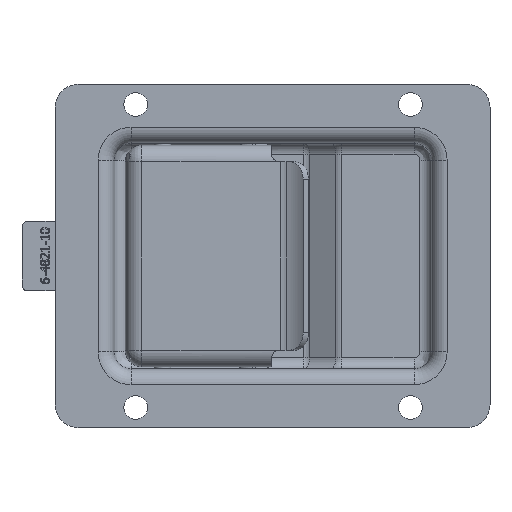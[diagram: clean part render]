
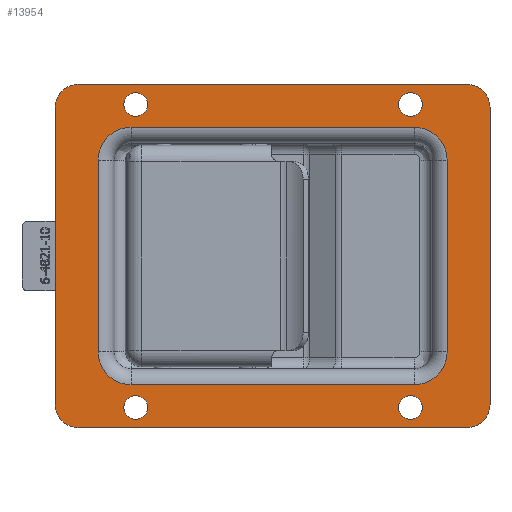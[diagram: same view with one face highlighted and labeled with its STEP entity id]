
A CAD part, top view. The second image highlights one B-rep face of the part: STEP entity #13954.
In plain terms, the highlighted planar face has unit normal (0, 0, 1).
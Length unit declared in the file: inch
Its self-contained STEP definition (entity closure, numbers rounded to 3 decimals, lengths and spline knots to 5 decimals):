
#824=FACE_BOUND('',#2018,.T.);
#825=FACE_BOUND('',#2019,.T.);
#826=FACE_BOUND('',#2020,.T.);
#827=FACE_BOUND('',#2021,.T.);
#828=FACE_BOUND('',#2022,.T.);
#1238=FACE_OUTER_BOUND('',#2017,.T.);
#2017=EDGE_LOOP('',(#10264,#10265,#10266,#10267,#10268,#10269,#10270,#10271));
#2018=EDGE_LOOP('',(#10272));
#2019=EDGE_LOOP('',(#10273));
#2020=EDGE_LOOP('',(#10274));
#2021=EDGE_LOOP('',(#10275));
#2022=EDGE_LOOP('',(#10276,#10277,#10278,#10279,#10280,#10281,#10282,#10283));
#2561=CIRCLE('',#14689,0.13);
#2563=CIRCLE('',#14692,0.13);
#2565=CIRCLE('',#14695,0.13);
#2567=CIRCLE('',#14698,0.13);
#2577=CIRCLE('',#14718,0.3608);
#2583=CIRCLE('',#14726,0.3608);
#2587=CIRCLE('',#14732,0.3608);
#2591=CIRCLE('',#14738,0.3608);
#2596=CIRCLE('',#14749,0.25);
#2597=CIRCLE('',#14750,0.25);
#2598=CIRCLE('',#14751,0.25);
#2599=CIRCLE('',#14752,0.25);
#3428=LINE('',#21716,#4636);
#3430=LINE('',#21728,#4638);
#3432=LINE('',#21740,#4640);
#3433=LINE('',#21748,#4641);
#3446=LINE('',#21785,#4654);
#3447=LINE('',#21789,#4655);
#3448=LINE('',#21793,#4656);
#3449=LINE('',#21796,#4657);
#4636=VECTOR('',#16603,0.3937);
#4638=VECTOR('',#16617,0.3937);
#4640=VECTOR('',#16631,0.3937);
#4641=VECTOR('',#16642,0.3937);
#4654=VECTOR('',#16675,0.3937);
#4655=VECTOR('',#16678,0.3937);
#4656=VECTOR('',#16681,0.3937);
#4657=VECTOR('',#16684,0.3937);
#5801=VERTEX_POINT('',#21539);
#5803=VERTEX_POINT('',#21545);
#5805=VERTEX_POINT('',#21551);
#5807=VERTEX_POINT('',#21557);
#5824=VERTEX_POINT('',#21704);
#5825=VERTEX_POINT('',#21706);
#5827=VERTEX_POINT('',#21712);
#5829=VERTEX_POINT('',#21718);
#5831=VERTEX_POINT('',#21724);
#5833=VERTEX_POINT('',#21730);
#5835=VERTEX_POINT('',#21736);
#5837=VERTEX_POINT('',#21742);
#5850=VERTEX_POINT('',#21781);
#5851=VERTEX_POINT('',#21782);
#5852=VERTEX_POINT('',#21784);
#5853=VERTEX_POINT('',#21786);
#5854=VERTEX_POINT('',#21788);
#5855=VERTEX_POINT('',#21790);
#5856=VERTEX_POINT('',#21792);
#5857=VERTEX_POINT('',#21794);
#7362=EDGE_CURVE('',#5801,#5801,#2561,.T.);
#7365=EDGE_CURVE('',#5803,#5803,#2563,.T.);
#7368=EDGE_CURVE('',#5805,#5805,#2565,.T.);
#7371=EDGE_CURVE('',#5807,#5807,#2567,.T.);
#7398=EDGE_CURVE('',#5824,#5825,#2577,.T.);
#7403=EDGE_CURVE('',#5825,#5827,#3428,.T.);
#7406=EDGE_CURVE('',#5827,#5829,#2583,.T.);
#7409=EDGE_CURVE('',#5829,#5831,#3430,.T.);
#7412=EDGE_CURVE('',#5831,#5833,#2587,.T.);
#7415=EDGE_CURVE('',#5833,#5835,#3432,.T.);
#7418=EDGE_CURVE('',#5835,#5837,#2591,.T.);
#7419=EDGE_CURVE('',#5837,#5824,#3433,.T.);
#7436=EDGE_CURVE('',#5850,#5851,#2596,.T.);
#7437=EDGE_CURVE('',#5852,#5850,#3446,.T.);
#7438=EDGE_CURVE('',#5853,#5852,#2597,.T.);
#7439=EDGE_CURVE('',#5854,#5853,#3447,.T.);
#7440=EDGE_CURVE('',#5855,#5854,#2598,.T.);
#7441=EDGE_CURVE('',#5856,#5855,#3448,.T.);
#7442=EDGE_CURVE('',#5857,#5856,#2599,.T.);
#7443=EDGE_CURVE('',#5851,#5857,#3449,.T.);
#10264=ORIENTED_EDGE('',*,*,#7436,.F.);
#10265=ORIENTED_EDGE('',*,*,#7437,.F.);
#10266=ORIENTED_EDGE('',*,*,#7438,.F.);
#10267=ORIENTED_EDGE('',*,*,#7439,.F.);
#10268=ORIENTED_EDGE('',*,*,#7440,.F.);
#10269=ORIENTED_EDGE('',*,*,#7441,.F.);
#10270=ORIENTED_EDGE('',*,*,#7442,.F.);
#10271=ORIENTED_EDGE('',*,*,#7443,.F.);
#10272=ORIENTED_EDGE('',*,*,#7362,.T.);
#10273=ORIENTED_EDGE('',*,*,#7365,.T.);
#10274=ORIENTED_EDGE('',*,*,#7368,.T.);
#10275=ORIENTED_EDGE('',*,*,#7371,.T.);
#10276=ORIENTED_EDGE('',*,*,#7398,.F.);
#10277=ORIENTED_EDGE('',*,*,#7419,.F.);
#10278=ORIENTED_EDGE('',*,*,#7418,.F.);
#10279=ORIENTED_EDGE('',*,*,#7415,.F.);
#10280=ORIENTED_EDGE('',*,*,#7412,.F.);
#10281=ORIENTED_EDGE('',*,*,#7409,.F.);
#10282=ORIENTED_EDGE('',*,*,#7406,.F.);
#10283=ORIENTED_EDGE('',*,*,#7403,.F.);
#12698=PLANE('',#14748);
#13954=ADVANCED_FACE('',(#1238,#824,#825,#826,#827,#828),#12698,.T.);
#14689=AXIS2_PLACEMENT_3D('',#21541,#16519,#16520);
#14692=AXIS2_PLACEMENT_3D('',#21547,#16526,#16527);
#14695=AXIS2_PLACEMENT_3D('',#21553,#16533,#16534);
#14698=AXIS2_PLACEMENT_3D('',#21559,#16540,#16541);
#14718=AXIS2_PLACEMENT_3D('',#21707,#16592,#16593);
#14726=AXIS2_PLACEMENT_3D('',#21722,#16610,#16611);
#14732=AXIS2_PLACEMENT_3D('',#21734,#16624,#16625);
#14738=AXIS2_PLACEMENT_3D('',#21746,#16638,#16639);
#14748=AXIS2_PLACEMENT_3D('',#21780,#16671,#16672);
#14749=AXIS2_PLACEMENT_3D('',#21783,#16673,#16674);
#14750=AXIS2_PLACEMENT_3D('',#21787,#16676,#16677);
#14751=AXIS2_PLACEMENT_3D('',#21791,#16679,#16680);
#14752=AXIS2_PLACEMENT_3D('',#21795,#16682,#16683);
#16519=DIRECTION('center_axis',(0.,0.,-1.));
#16520=DIRECTION('ref_axis',(1.,0.,0.));
#16526=DIRECTION('center_axis',(0.,0.,-1.));
#16527=DIRECTION('ref_axis',(1.,0.,0.));
#16533=DIRECTION('center_axis',(0.,0.,-1.));
#16534=DIRECTION('ref_axis',(1.,0.,0.));
#16540=DIRECTION('center_axis',(0.,0.,-1.));
#16541=DIRECTION('ref_axis',(1.,0.,0.));
#16592=DIRECTION('center_axis',(0.,0.,1.));
#16593=DIRECTION('ref_axis',(-0.707,0.707,0.));
#16603=DIRECTION('',(0.,-1.,0.));
#16610=DIRECTION('center_axis',(0.,0.,1.));
#16611=DIRECTION('ref_axis',(-0.707,-0.707,0.));
#16617=DIRECTION('',(1.,0.,0.));
#16624=DIRECTION('center_axis',(0.,0.,1.));
#16625=DIRECTION('ref_axis',(0.707,-0.707,0.));
#16631=DIRECTION('',(0.,1.,0.));
#16638=DIRECTION('center_axis',(0.,0.,1.));
#16639=DIRECTION('ref_axis',(0.707,0.707,0.));
#16642=DIRECTION('',(-1.,0.,0.));
#16671=DIRECTION('center_axis',(0.,0.,1.));
#16672=DIRECTION('ref_axis',(1.,0.,0.));
#16673=DIRECTION('center_axis',(0.,0.,-1.));
#16674=DIRECTION('ref_axis',(-0.707,-0.707,0.));
#16675=DIRECTION('',(-1.,0.,0.));
#16676=DIRECTION('center_axis',(0.,0.,-1.));
#16677=DIRECTION('ref_axis',(0.707,-0.707,0.));
#16678=DIRECTION('',(0.,-1.,0.));
#16679=DIRECTION('center_axis',(0.,0.,-1.));
#16680=DIRECTION('ref_axis',(0.707,0.707,0.));
#16681=DIRECTION('',(1.,0.,0.));
#16682=DIRECTION('center_axis',(0.,0.,-1.));
#16683=DIRECTION('ref_axis',(-0.707,0.707,0.));
#16684=DIRECTION('',(0.,1.,0.));
#21539=CARTESIAN_POINT('',(-3.1211,-1.06323,0.0478));
#21541=CARTESIAN_POINT('Origin',(-2.9911,-1.06323,0.0478));
#21545=CARTESIAN_POINT('',(-0.1211,2.24677,0.0478));
#21547=CARTESIAN_POINT('Origin',(0.0089,2.24677,0.0478));
#21551=CARTESIAN_POINT('',(-3.1211,2.24677,0.0478));
#21553=CARTESIAN_POINT('Origin',(-2.9911,2.24677,0.0478));
#21557=CARTESIAN_POINT('',(-0.1211,-1.06323,0.0478));
#21559=CARTESIAN_POINT('Origin',(0.0089,-1.06323,
0.0478));
#21704=CARTESIAN_POINT('',(-3.0421,1.99857,0.0478));
#21706=CARTESIAN_POINT('',(-3.4029,1.63777,0.0478));
#21707=CARTESIAN_POINT('Origin',(-3.0421,1.63777,0.0478));
#21712=CARTESIAN_POINT('',(-3.4029,-0.45423,0.0478));
#21716=CARTESIAN_POINT('',(-3.4029,1.23267,0.0478));
#21718=CARTESIAN_POINT('',(-3.0421,-0.81503,0.0478));
#21722=CARTESIAN_POINT('Origin',(-3.0421,-0.45423,0.0478));
#21724=CARTESIAN_POINT('',(0.0499,-0.81503,0.0478));
#21728=CARTESIAN_POINT('',(-2.387,-0.81503,0.0478));
#21730=CARTESIAN_POINT('',(0.4107,-0.45423,0.0478));
#21734=CARTESIAN_POINT('Origin',(0.0499,-0.45423,
0.0478));
#21736=CARTESIAN_POINT('',(0.4107,1.63777,0.0478));
#21740=CARTESIAN_POINT('',(0.4107,-0.04913,0.0478));
#21742=CARTESIAN_POINT('',(0.0499,1.99857,0.0478));
#21746=CARTESIAN_POINT('Origin',(0.0499,1.63777,0.0478));
#21748=CARTESIAN_POINT('',(-0.6052,1.99857,0.0478));
#21780=CARTESIAN_POINT('Origin',(-1.4961,0.59177,0.0478));
#21781=CARTESIAN_POINT('',(-3.6211,-1.28323,0.0478));
#21782=CARTESIAN_POINT('',(-3.8711,-1.03323,0.0478));
#21783=CARTESIAN_POINT('Origin',(-3.6211,-1.03323,0.0478));
#21784=CARTESIAN_POINT('',(0.6289,-1.28323,0.0478));
#21785=CARTESIAN_POINT('',(0.8789,-1.28323,0.0478));
#21786=CARTESIAN_POINT('',(0.8789,-1.03323,0.0478));
#21787=CARTESIAN_POINT('Origin',(0.6289,-1.03323,0.0478));
#21788=CARTESIAN_POINT('',(0.8789,2.21677,0.0478));
#21789=CARTESIAN_POINT('',(0.8789,2.46677,0.0478));
#21790=CARTESIAN_POINT('',(0.6289,2.46677,0.0478));
#21791=CARTESIAN_POINT('Origin',(0.6289,2.21677,0.0478));
#21792=CARTESIAN_POINT('',(-3.6211,2.46677,0.0478));
#21793=CARTESIAN_POINT('',(-3.8711,2.46677,0.0478));
#21794=CARTESIAN_POINT('',(-3.8711,2.21677,0.0478));
#21795=CARTESIAN_POINT('Origin',(-3.6211,2.21677,0.0478));
#21796=CARTESIAN_POINT('',(-3.8711,-1.28323,0.0478));
